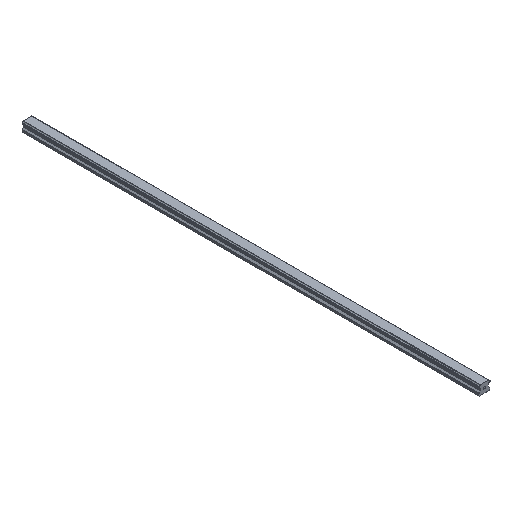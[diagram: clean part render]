
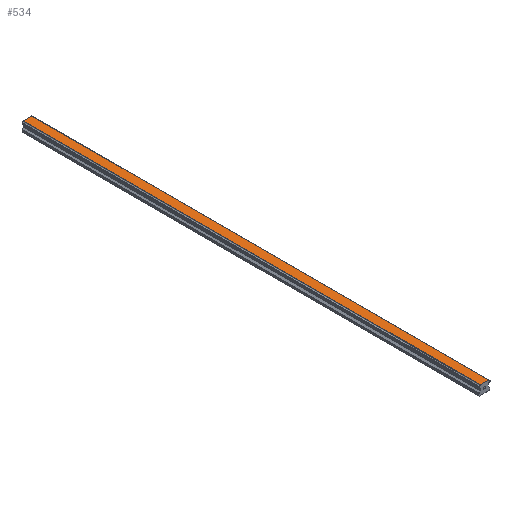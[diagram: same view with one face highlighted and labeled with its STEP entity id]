
A CAD part, isometric view. The second image highlights one B-rep face of the part: STEP entity #534.
In plain terms, the highlighted planar face has unit normal (0, 0, 1).
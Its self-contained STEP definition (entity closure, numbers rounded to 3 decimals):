
#534=ADVANCED_FACE('',(#1091),#1092,.T.);
#1091=FACE_OUTER_BOUND('',#1682,.T.);
#1092=PLANE('',#1683);
#1682=EDGE_LOOP('',(#3226,#3227,#3228,#3229));
#1683=AXIS2_PLACEMENT_3D('',#3230,#3231,#3232);
#3226=ORIENTED_EDGE('',*,*,#3932,.T.);
#3227=ORIENTED_EDGE('',*,*,#4078,.F.);
#3228=ORIENTED_EDGE('',*,*,#3794,.T.);
#3229=ORIENTED_EDGE('',*,*,#4076,.T.);
#3230=CARTESIAN_POINT('',(0.,1410.0,29.));
#3231=DIRECTION('',(0.0,0.0,1.0));
#3232=DIRECTION('',(-1.0,0.0,0.0));
#3794=EDGE_CURVE('',#4645,#4643,#4646,.T.);
#3932=EDGE_CURVE('',#4876,#4874,#4877,.T.);
#4076=EDGE_CURVE('',#4643,#4876,#5043,.T.);
#4078=EDGE_CURVE('',#4645,#4874,#5045,.T.);
#4643=VERTEX_POINT('',#5809);
#4645=VERTEX_POINT('',#5812);
#4646=LINE('',#5813,#5814);
#4874=VERTEX_POINT('',#6132);
#4876=VERTEX_POINT('',#6135);
#4877=LINE('',#6136,#6137);
#5043=LINE('',#6339,#6340);
#5045=LINE('',#6342,#6343);
#5809=CARTESIAN_POINT('',(-13.251,1410.0,29.));
#5812=CARTESIAN_POINT('',(13.251,1410.0,29.));
#5813=CARTESIAN_POINT('',(13.251,1410.0,29.));
#5814=VECTOR('',#6759,1.0);
#6132=CARTESIAN_POINT('',(13.251,0.0,29.));
#6135=CARTESIAN_POINT('',(-13.251,0.0,29.));
#6136=CARTESIAN_POINT('',(13.251,0.0,29.));
#6137=VECTOR('',#6917,1.0);
#6339=CARTESIAN_POINT('',(-13.251,1410.0,29.));
#6340=VECTOR('',#7095,1.0);
#6342=CARTESIAN_POINT('',(13.251,1410.0,29.));
#6343=VECTOR('',#7096,1.0);
#6759=DIRECTION('',(-1.0,0.0,0.0));
#6917=DIRECTION('',(1.0,0.0,0.0));
#7095=DIRECTION('',(0.0,-1.0,0.0));
#7096=DIRECTION('',(0.0,-1.0,0.0));
